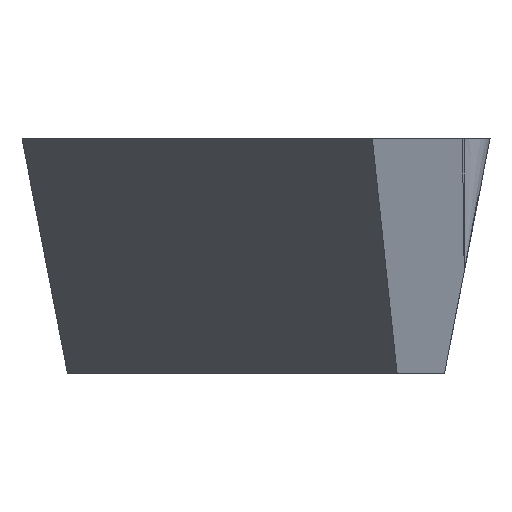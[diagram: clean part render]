
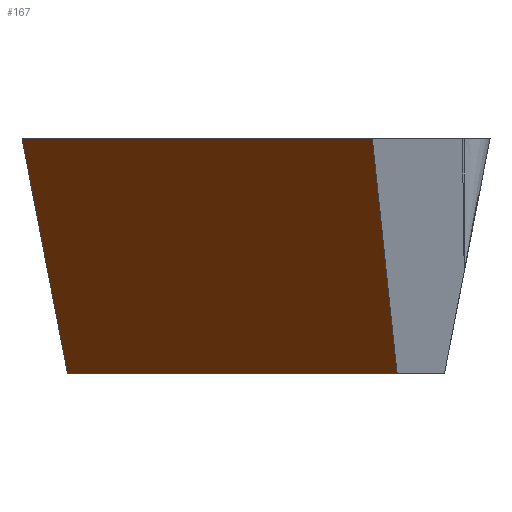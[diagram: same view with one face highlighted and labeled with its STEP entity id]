
A CAD part, left-side view. The second image highlights one B-rep face of the part: STEP entity #167.
In plain terms, the highlighted planar face has unit normal (-0.563, 0.804, -0.191).
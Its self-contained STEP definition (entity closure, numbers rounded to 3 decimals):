
#3 = VECTOR ( 'NONE', #65, 1000. ) ;
#15 = DIRECTION ( 'NONE',  ( -0.819, -0.574, 0. ) ) ;
#18 = CARTESIAN_POINT ( 'NONE',  ( -7.434, -2.084, -3.18 ) ) ;
#47 = DIRECTION ( 'NONE',  ( -0.06, 0.19, 0.98 ) ) ;
#48 = PLANE ( 'NONE',  #409 ) ;
#51 = CARTESIAN_POINT ( 'NONE',  ( -7.788, -1.577, 0. ) ) ;
#64 = CARTESIAN_POINT ( 'NONE',  ( -7.788, -1.577, 0. ) ) ;
#65 = DIRECTION ( 'NONE',  ( -0.183, 0.104, 0.978 ) ) ;
#67 = CARTESIAN_POINT ( 'NONE',  ( -7.788, -1.577, 0. ) ) ;
#69 = DIRECTION ( 'NONE',  ( -0.563, 0.804, -0.191 ) ) ;
#76 = CARTESIAN_POINT ( 'NONE',  ( -7.788, -1.577, 0. ) ) ;
#96 = LINE ( 'NONE', #381, #416 ) ;
#109 = CARTESIAN_POINT ( 'NONE',  ( -1.001, 3.175, 0. ) ) ;
#120 = FACE_OUTER_BOUND ( 'NONE', #353, .T. ) ;
#139 = VERTEX_POINT ( 'NONE', #443 ) ;
#152 = VERTEX_POINT ( 'NONE', #51 ) ;
#159 = DIRECTION ( 'NONE',  ( -0.819, -0.574, 0. ) ) ;
#167 = ADVANCED_FACE ( 'NONE', ( #120 ), #48, .T. ) ;
#175 = CARTESIAN_POINT ( 'NONE',  ( -7.192, -1.915, -3.18 ) ) ;
#192 = DIRECTION ( 'NONE',  ( -0.819, -0.574, 0. ) ) ;
#194 = ORIENTED_EDGE ( 'NONE', *, *, #359, .F. ) ;
#196 = ORIENTED_EDGE ( 'NONE', *, *, #357, .F. ) ;
#198 = ORIENTED_EDGE ( 'NONE', *, *, #419, .T. ) ;
#201 = ORIENTED_EDGE ( 'NONE', *, *, #392, .T. ) ;
#242 = LINE ( 'NONE', #18, #282 ) ;
#249 = VERTEX_POINT ( 'NONE', #175 ) ;
#282 = VECTOR ( 'NONE', #15, 1000. ) ;
#310 = VERTEX_POINT ( 'NONE', #109 ) ;
#353 = EDGE_LOOP ( 'NONE', ( #194, #196, #198, #201 ) ) ;
#357 = EDGE_CURVE ( 'NONE', #139, #310, #96, .T. ) ;
#359 = EDGE_CURVE ( 'NONE', #310, #152, #426, .T. ) ;
#381 = CARTESIAN_POINT ( 'NONE',  ( -1.001, 3.175, 0. ) ) ;
#390 = LINE ( 'NONE', #67, #3 ) ;
#392 = EDGE_CURVE ( 'NONE', #249, #152, #390, .T. ) ;
#409 = AXIS2_PLACEMENT_3D ( 'NONE', #76, #69, #192 ) ;
#416 = VECTOR ( 'NONE', #47, 1000. ) ;
#419 = EDGE_CURVE ( 'NONE', #139, #249, #242, .T. ) ;
#425 = VECTOR ( 'NONE', #159, 1000. ) ;
#426 = LINE ( 'NONE', #64, #425 ) ;
#443 = CARTESIAN_POINT ( 'NONE',  ( -0.806, 2.557, -3.18 ) ) ;
